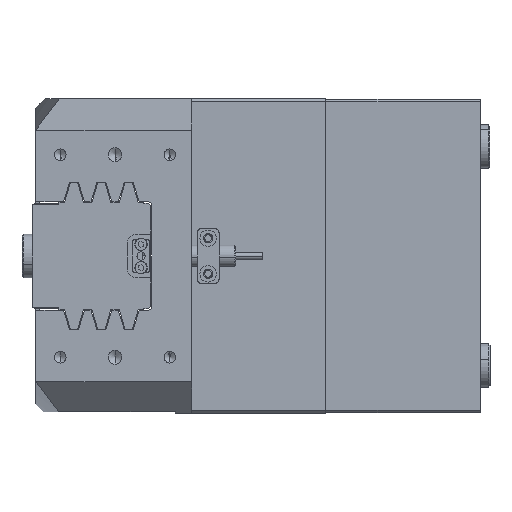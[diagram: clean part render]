
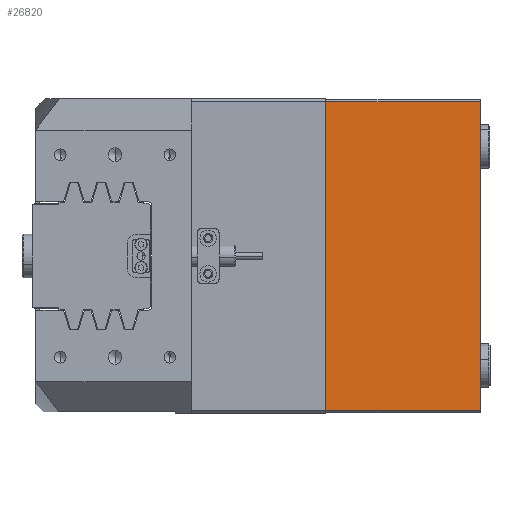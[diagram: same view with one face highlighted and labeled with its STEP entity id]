
A CAD part, left-side view. The second image highlights one B-rep face of the part: STEP entity #26820.
In plain terms, the highlighted planar face has unit normal (-1, 0, 0).
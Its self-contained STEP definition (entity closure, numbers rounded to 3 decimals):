
#3107 = DIRECTION ( 'NONE',  ( 0., 0., -1. ) ) ;
#3789 = ORIENTED_EDGE ( 'NONE', *, *, #23520, .T. ) ;
#4020 = CARTESIAN_POINT ( 'NONE',  ( -93., -56.3, -56.5 ) ) ;
#6841 = CARTESIAN_POINT ( 'NONE',  ( -93., -56.3, 0. ) ) ;
#7533 = CARTESIAN_POINT ( 'NONE',  ( -93., -56.3, -56. ) ) ;
#7828 = DIRECTION ( 'NONE',  ( 0., 0., 1. ) ) ;
#7899 = AXIS2_PLACEMENT_3D ( 'NONE', #31575, #31724, #41092 ) ;
#8917 = ORIENTED_EDGE ( 'NONE', *, *, #13718, .T. ) ;
#9231 = CARTESIAN_POINT ( 'NONE',  ( -93., 56.3, -56. ) ) ;
#10918 = ORIENTED_EDGE ( 'NONE', *, *, #26203, .F. ) ;
#13718 = EDGE_CURVE ( 'NONE', #15220, #23022, #15758, .T. ) ;
#15220 = VERTEX_POINT ( 'NONE', #33708 ) ;
#15758 = LINE ( 'NONE', #9231, #32058 ) ;
#16560 = DIRECTION ( 'NONE',  ( 0., 1., 0. ) ) ;
#20898 = VECTOR ( 'NONE', #7828, 1000. ) ;
#21225 = CARTESIAN_POINT ( 'NONE',  ( -93., 56.3, -56.5 ) ) ;
#22247 = FACE_OUTER_BOUND ( 'NONE', #30309, .T. ) ;
#23022 = VERTEX_POINT ( 'NONE', #21225 ) ;
#23520 = EDGE_CURVE ( 'NONE', #37402, #40602, #30066, .T. ) ;
#26203 = EDGE_CURVE ( 'NONE', #37402, #23022, #36066, .T. ) ;
#26820 = ADVANCED_FACE ( 'NONE', ( #22247 ), #34997, .F. ) ;
#27405 = VECTOR ( 'NONE', #38891, 1000. ) ;
#28951 = LINE ( 'NONE', #29492, #39130 ) ;
#29492 = CARTESIAN_POINT ( 'NONE',  ( -93., 57.3, 0. ) ) ;
#30066 = LINE ( 'NONE', #7533, #20898 ) ;
#30309 = EDGE_LOOP ( 'NONE', ( #3789, #36938, #8917, #10918 ) ) ;
#31575 = CARTESIAN_POINT ( 'NONE',  ( -93., 57.3, -56. ) ) ;
#31724 = DIRECTION ( 'NONE',  ( 1., 0., 0. ) ) ;
#32058 = VECTOR ( 'NONE', #3107, 1000. ) ;
#33708 = CARTESIAN_POINT ( 'NONE',  ( -93., 56.3, 0. ) ) ;
#34997 = PLANE ( 'NONE',  #7899 ) ;
#36066 = LINE ( 'NONE', #41706, #27405 ) ;
#36938 = ORIENTED_EDGE ( 'NONE', *, *, #38803, .T. ) ;
#37402 = VERTEX_POINT ( 'NONE', #4020 ) ;
#38803 = EDGE_CURVE ( 'NONE', #40602, #15220, #28951, .T. ) ;
#38891 = DIRECTION ( 'NONE',  ( 0., 1., 0. ) ) ;
#39130 = VECTOR ( 'NONE', #16560, 1000. ) ;
#40602 = VERTEX_POINT ( 'NONE', #6841 ) ;
#41092 = DIRECTION ( 'NONE',  ( 0., 1., 0. ) ) ;
#41706 = CARTESIAN_POINT ( 'NONE',  ( -93., -56.3, -56.5 ) ) ;
